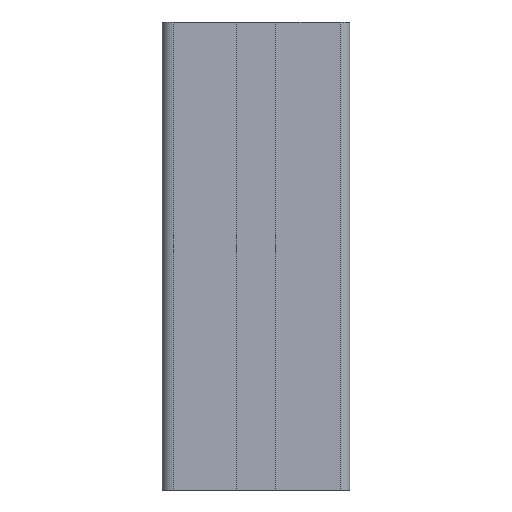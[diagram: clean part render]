
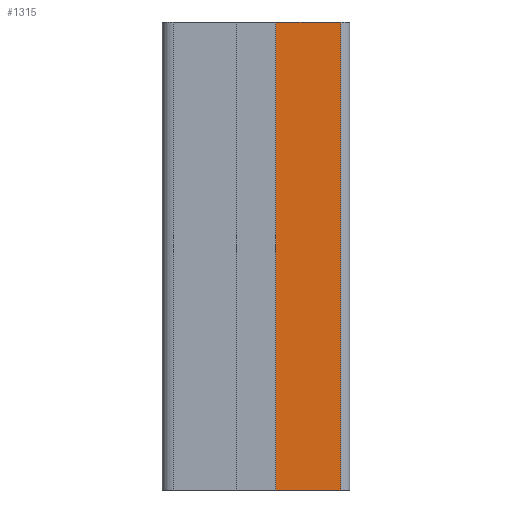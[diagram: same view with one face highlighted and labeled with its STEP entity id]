
A CAD part, left-side view. The second image highlights one B-rep face of the part: STEP entity #1315.
In plain terms, the highlighted planar face has unit normal (-1, 0, 0).
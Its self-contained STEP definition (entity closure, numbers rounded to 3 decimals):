
#29=PLANE('',#1461);
#69=FACE_OUTER_BOUND('',#142,.T.);
#142=EDGE_LOOP('',(#993,#994,#995,#996));
#202=LINE('',#1920,#333);
#247=LINE('',#2081,#378);
#273=LINE('',#2167,#404);
#274=LINE('',#2169,#405);
#333=VECTOR('',#1537,1000.);
#378=VECTOR('',#1654,1000.);
#404=VECTOR('',#1732,1000.);
#405=VECTOR('',#1735,1000.);
#526=VERTEX_POINT('',#1917);
#527=VERTEX_POINT('',#1919);
#606=VERTEX_POINT('',#2078);
#607=VERTEX_POINT('',#2080);
#653=EDGE_CURVE('',#526,#527,#202,.T.);
#733=EDGE_CURVE('',#607,#606,#247,.T.);
#777=EDGE_CURVE('',#526,#607,#273,.T.);
#778=EDGE_CURVE('',#527,#606,#274,.T.);
#993=ORIENTED_EDGE('',*,*,#733,.T.);
#994=ORIENTED_EDGE('',*,*,#778,.F.);
#995=ORIENTED_EDGE('',*,*,#653,.F.);
#996=ORIENTED_EDGE('',*,*,#777,.T.);
#1315=ADVANCED_FACE('',(#69),#29,.F.);
#1461=AXIS2_PLACEMENT_3D('',#2168,#1733,#1734);
#1537=DIRECTION('',(0.,-1.,0.));
#1654=DIRECTION('',(0.,-1.,0.));
#1732=DIRECTION('',(0.,0.,-1.));
#1733=DIRECTION('center_axis',(1.,0.,0.));
#1734=DIRECTION('ref_axis',(0.,0.,-1.));
#1735=DIRECTION('',(0.,0.,-1.));
#1917=CARTESIAN_POINT('',(-20.,-4.15,50.));
#1919=CARTESIAN_POINT('',(-20.,-18.,50.));
#1920=CARTESIAN_POINT('',(-20.,-4.15,50.));
#2078=CARTESIAN_POINT('',(-20.,-18.,-50.));
#2080=CARTESIAN_POINT('',(-20.,-4.15,-50.));
#2081=CARTESIAN_POINT('',(-20.,-4.15,-50.));
#2167=CARTESIAN_POINT('',(-20.,-4.15,50.));
#2168=CARTESIAN_POINT('Origin',(-20.,-4.15,50.));
#2169=CARTESIAN_POINT('',(-20.,-18.,50.));
